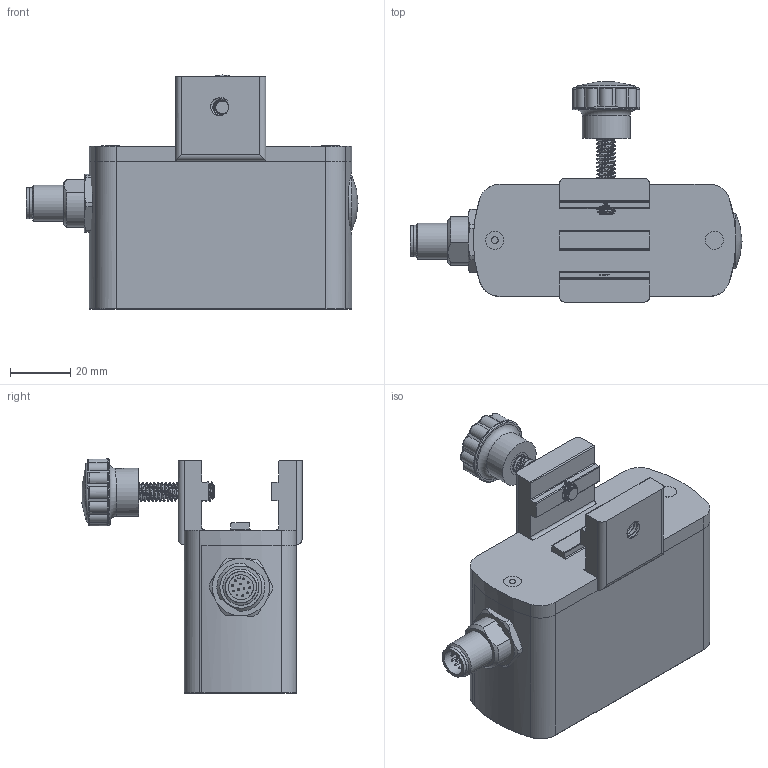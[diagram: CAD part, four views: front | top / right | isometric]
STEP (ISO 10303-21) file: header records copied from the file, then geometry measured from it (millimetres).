
FILE_DESCRIPTION(/* description */ (''),/* implementation_level */ '2;1');
FILE_NAME(/* name */ 'ODC 48-xx QD (1in Mounting Bracket Right Side Connector).step',/* time_stamp */ '2026-03-07T22:07:02-06:00',/* author */ (''),/* organization */ (''),/* preprocessor_version */ 'ST-DEVELOPER v20.1',/* originating_system */ 'Autodesk Translation Framework v14.24.0.0',/* authorisation */ '');
FILE_SCHEMA (('AUTOMOTIVE_DESIGN { 1 0 10303 214 3 1 1 }'));
Products named in the file (1): ODC 48-xx QD (1in Mounting Bracket Right Side Connector)
Bounding box: 110.4 x 73.33 x 77.83 mm (x, y, z)
Volume: 187734.4 mm3; surface area: 29805.4 mm2
Topology: 1 solids, 99 shells, 435 faces, 1390 edges, 1004 vertices
Faces by surface type: cylinder 184, plane 160, bspline 46, cone 27, torus 16, sphere 2
Full cylindrical faces by diameter (mm): 0.6 x12, 4.7 x19, 5.25 x7, 6 x4, 6.35 x10, 6.625 x12, 8.3 x1, 10.3 x1, 10.5 x1, 12 x2, 14.376 x1, 15.875 x1, 18.237 x1, 22.225 x1
Entity records: 38858 total; most frequent: CARTESIAN_POINT 27029, ORIENTED_EDGE 2397, DIRECTION 2088, EDGE_CURVE 1390, VERTEX_POINT 1004, AXIS2_PLACEMENT_3D 812, EDGE_LOOP 488, LINE 464
